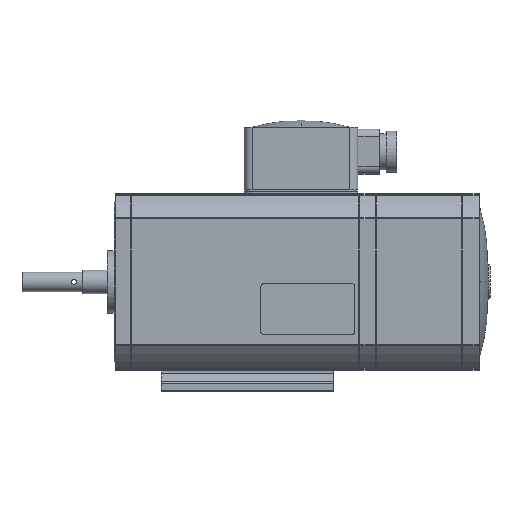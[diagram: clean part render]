
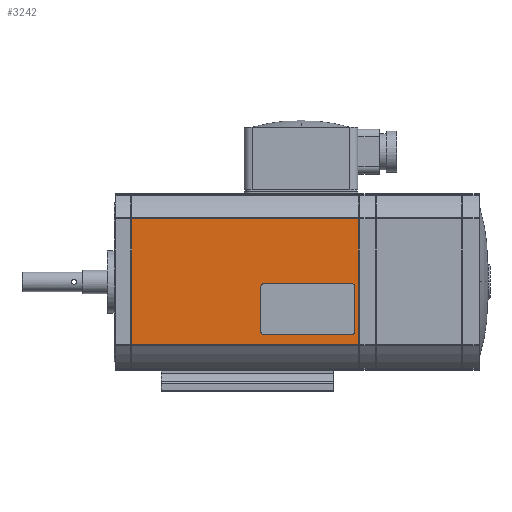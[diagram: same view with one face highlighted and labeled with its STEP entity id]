
A CAD part, top view. The second image highlights one B-rep face of the part: STEP entity #3242.
In plain terms, the highlighted planar face has unit normal (0, 0, 1).
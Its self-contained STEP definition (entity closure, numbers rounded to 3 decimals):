
#3242=ADVANCED_FACE('',(#5809,#5810),#5811,.T.);
#5809=FACE_OUTER_BOUND('',#8628,.T.);
#5810=FACE_BOUND('',#8629,.T.);
#5811=PLANE('',#8630);
#8628=EDGE_LOOP('',(#14140,#14141,#14142,#14143));
#8629=EDGE_LOOP('',(#14144,#14145,#14146,#14147,#14148,#14149,#14150,#14151));
#8630=AXIS2_PLACEMENT_3D('',#14152,#14153,#14154);
#14140=ORIENTED_EDGE('',*,*,#15722,.T.);
#14141=ORIENTED_EDGE('',*,*,#16326,.F.);
#14142=ORIENTED_EDGE('',*,*,#15782,.T.);
#14143=ORIENTED_EDGE('',*,*,#17501,.T.);
#14144=ORIENTED_EDGE('',*,*,#16561,.T.);
#14145=ORIENTED_EDGE('',*,*,#15448,.T.);
#14146=ORIENTED_EDGE('',*,*,#16843,.T.);
#14147=ORIENTED_EDGE('',*,*,#15874,.T.);
#14148=ORIENTED_EDGE('',*,*,#15061,.T.);
#14149=ORIENTED_EDGE('',*,*,#16060,.T.);
#14150=ORIENTED_EDGE('',*,*,#15406,.T.);
#14151=ORIENTED_EDGE('',*,*,#17014,.T.);
#14152=CARTESIAN_POINT('',(-32.8,-45.373,45.));
#14153=DIRECTION('',(0.0,0.0,1.0));
#14154=DIRECTION('',(1.0,0.0,0.0));
#15061=EDGE_CURVE('',#17840,#17838,#17841,.T.);
#15406=EDGE_CURVE('',#18443,#18441,#18444,.T.);
#15448=EDGE_CURVE('',#18525,#18523,#18526,.T.);
#15722=EDGE_CURVE('',#18984,#18982,#18985,.T.);
#15782=EDGE_CURVE('',#19081,#19082,#19083,.T.);
#15874=EDGE_CURVE('',#19223,#17840,#19224,.T.);
#16060=EDGE_CURVE('',#17838,#18443,#19521,.T.);
#16326=EDGE_CURVE('',#19081,#18982,#19932,.T.);
#16561=EDGE_CURVE('',#20289,#18525,#20290,.T.);
#16843=EDGE_CURVE('',#18523,#19223,#20683,.T.);
#17014=EDGE_CURVE('',#18441,#20289,#20922,.T.);
#17501=EDGE_CURVE('',#19082,#18984,#21620,.T.);
#17838=VERTEX_POINT('',#22052);
#17840=VERTEX_POINT('',#22055);
#17841=CIRCLE('',#22056,1.5);
#18441=VERTEX_POINT('',#22872);
#18443=VERTEX_POINT('',#22875);
#18444=CIRCLE('',#22876,1.5);
#18523=VERTEX_POINT('',#22982);
#18525=VERTEX_POINT('',#22985);
#18526=LINE('',#22986,#22987);
#18982=VERTEX_POINT('',#23656);
#18984=VERTEX_POINT('',#23658);
#18985=LINE('',#23659,#23660);
#19081=VERTEX_POINT('',#23786);
#19082=VERTEX_POINT('',#23787);
#19083=LINE('',#23788,#23789);
#19223=VERTEX_POINT('',#23976);
#19224=LINE('',#23977,#23978);
#19521=LINE('',#24360,#24361);
#19932=LINE('',#25262,#25263);
#20289=VERTEX_POINT('',#25722);
#20290=CIRCLE('',#25723,1.5);
#20683=CIRCLE('',#26265,1.5);
#20922=LINE('',#26621,#26622);
#21620=LINE('',#27604,#27605);
#22052=CARTESIAN_POINT('',(88.2,-40.25,45.));
#22055=CARTESIAN_POINT('',(89.7,-38.75,45.));
#22056=AXIS2_PLACEMENT_3D('',#28103,#28104,#28105);
#22872=CARTESIAN_POINT('',(41.7,-38.75,45.));
#22875=CARTESIAN_POINT('',(43.2,-40.25,45.));
#22876=AXIS2_PLACEMENT_3D('',#28552,#28553,#28554);
#22982=CARTESIAN_POINT('',(88.2,-14.25,45.));
#22985=CARTESIAN_POINT('',(43.2,-14.25,45.));
#22986=CARTESIAN_POINT('',(5.2,-14.25,45.));
#22987=VECTOR('',#28633,1.0);
#23656=CARTESIAN_POINT('',(91.7,18.873,45.));
#23658=CARTESIAN_POINT('',(91.7,-45.373,45.));
#23659=CARTESIAN_POINT('',(91.7,-29.311,45.));
#23660=VECTOR('',#28974,1.0);
#23786=CARTESIAN_POINT('',(-24.3,18.873,45.));
#23787=CARTESIAN_POINT('',(-24.3,-45.373,45.));
#23788=CARTESIAN_POINT('',(-24.3,-29.311,45.));
#23789=VECTOR('',#29065,1.0);
#23976=CARTESIAN_POINT('',(89.7,-15.75,45.));
#23977=CARTESIAN_POINT('',(89.7,-30.561,45.));
#23978=VECTOR('',#29185,1.0);
#24360=CARTESIAN_POINT('',(27.7,-40.25,45.));
#24361=VECTOR('',#29439,1.0);
#25262=CARTESIAN_POINT('',(-32.8,18.873,45.));
#25263=VECTOR('',#29751,1.0);
#25722=CARTESIAN_POINT('',(41.7,-15.75,45.));
#25723=AXIS2_PLACEMENT_3D('',#30055,#30056,#30057);
#26265=AXIS2_PLACEMENT_3D('',#30448,#30449,#30450);
#26621=CARTESIAN_POINT('',(41.7,-42.061,45.));
#26622=VECTOR('',#30640,1.0);
#27604=CARTESIAN_POINT('',(-32.8,-45.373,45.));
#27605=VECTOR('',#31169,1.0);
#28103=CARTESIAN_POINT('',(88.2,-38.75,45.));
#28104=DIRECTION('',(0.0,0.0,-1.0));
#28105=DIRECTION('',(0.,-1.0,0.0));
#28552=CARTESIAN_POINT('',(43.2,-38.75,45.));
#28553=DIRECTION('',(-0.0,0.0,-1.0));
#28554=DIRECTION('',(-1.0,0.,0.0));
#28633=DIRECTION('',(1.0,0.0,0.0));
#28974=DIRECTION('',(0.0,1.0,0.0));
#29065=DIRECTION('',(0.0,-1.0,0.0));
#29185=DIRECTION('',(0.0,-1.0,0.0));
#29439=DIRECTION('',(-1.0,0.0,0.0));
#29751=DIRECTION('',(1.0,0.0,0.0));
#30055=CARTESIAN_POINT('',(43.2,-15.75,45.));
#30056=DIRECTION('',(0.0,0.0,-1.0));
#30057=DIRECTION('',(0.,1.0,0.0));
#30448=CARTESIAN_POINT('',(88.2,-15.75,45.));
#30449=DIRECTION('',(0.0,0.0,-1.0));
#30450=DIRECTION('',(1.0,0.,0.0));
#30640=DIRECTION('',(0.0,1.0,0.0));
#31169=DIRECTION('',(1.0,0.0,0.0));
